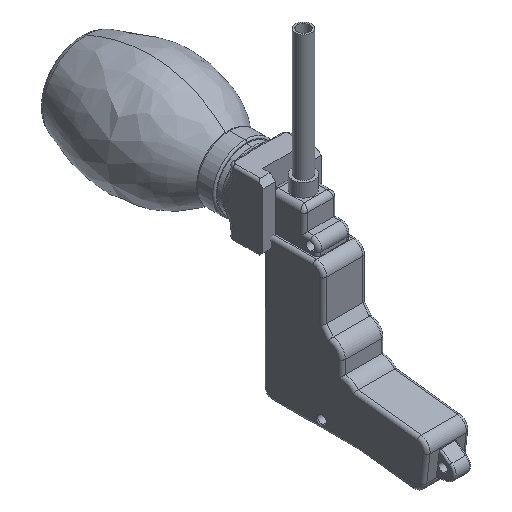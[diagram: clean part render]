
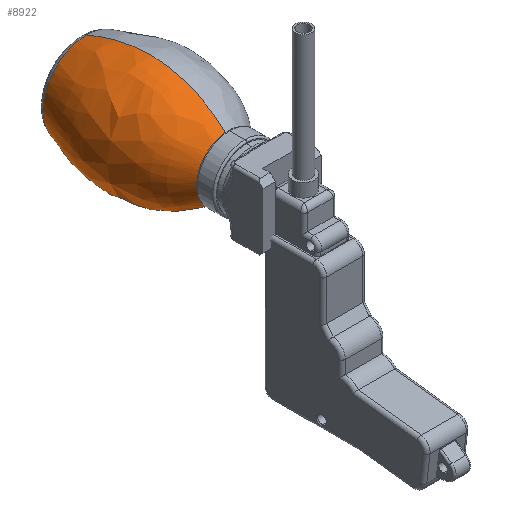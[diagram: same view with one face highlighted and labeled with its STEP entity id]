
A CAD part, isometric view. The second image highlights one B-rep face of the part: STEP entity #8922.
In plain terms, the highlighted free-form (B-spline) face has degree [2, 3] with [3, 4] control points.
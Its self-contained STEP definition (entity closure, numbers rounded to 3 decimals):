
#498 = CARTESIAN_POINT ( 'NONE',  ( 0., 50.5, 43.2 ) ) ;
#555 = CARTESIAN_POINT ( 'NONE',  ( 0., 50.5, 12.4 ) ) ;
#650 = CARTESIAN_POINT ( 'NONE',  ( 0., 50.5, 12.4 ) ) ;
#660 = CARTESIAN_POINT ( 'NONE',  ( 0., 50.5, 27.8 ) ) ;
#1103 = VERTEX_POINT ( 'NONE', #3343 ) ;
#1280 = ORIENTED_EDGE ( 'NONE', *, *, #7130, .T. ) ;
#1320 = CARTESIAN_POINT ( 'NONE',  ( -50.774, 132.642, 2.413 ) ) ;
#1577 = B_SPLINE_CURVE_WITH_KNOTS ( 'NONE', 2,
 ( #650, #3241, #9832 ),
 .UNSPECIFIED., .F., .F.,
 ( 3, 3 ),
 ( 0., 0.954 ),
 .UNSPECIFIED. ) ;
#1915 = EDGE_LOOP ( 'NONE', ( #5485, #1280, #8747, #4826 ) ) ;
#2172 = CARTESIAN_POINT ( 'NONE',  ( 0., 50.5, 43.2 ) ) ;
#2233 = CARTESIAN_POINT ( 'NONE',  ( -93.314, 82.839, 74.457 ) ) ;
#2822 = CARTESIAN_POINT ( 'NONE',  ( -30.8, 50.5, 12.4 ) ) ;
#2876 = CARTESIAN_POINT ( 'NONE',  ( -93.314, 82.839, -18.857 ) ) ;
#2929 = CARTESIAN_POINT ( 'NONE',  ( 0., 82.839, 74.457 ) ) ;
#2934 = CARTESIAN_POINT ( 'NONE',  ( 0., 50.5, 43.2 ) ) ;
#2941 = AXIS2_PLACEMENT_3D ( 'NONE', #660, #8303, #9199 ) ;
#3241 = CARTESIAN_POINT ( 'NONE',  ( 0., 82.839, -18.857 ) ) ;
#3343 = CARTESIAN_POINT ( 'NONE',  ( 0., 132.642, 2.413 ) ) ;
#3749 = CARTESIAN_POINT ( 'NONE',  ( 0., 82.839, -18.857 ) ) ;
#3859 = CARTESIAN_POINT ( 'NONE',  ( -50.774, 132.642, 53.187 ) ) ;
#4543 = CARTESIAN_POINT ( 'NONE',  ( 0., 132.642, 27.8 ) ) ;
#4826 = ORIENTED_EDGE ( 'NONE', *, *, #10188, .F. ) ;
#5248 = DIRECTION ( 'NONE',  ( 0., 0., -1. ) ) ;
#5377 = CARTESIAN_POINT ( 'NONE',  ( 0., 132.642, 53.187 ) ) ;
#5479 = CARTESIAN_POINT ( 'NONE',  ( 0., 132.642, 53.187 ) ) ;
#5485 = ORIENTED_EDGE ( 'NONE', *, *, #5796, .F. ) ;
#5796 = EDGE_CURVE ( 'NONE', #9882, #7271, #8094, .T. ) ;
#6029 = EDGE_CURVE ( 'NONE', #7133, #1103, #9631, .T. ) ;
#6204 = DIRECTION ( 'NONE',  ( 0., -1., 0. ) ) ;
#6329 = CARTESIAN_POINT ( 'NONE',  ( -30.8, 50.5, 43.2 ) ) ;
#7017 = CARTESIAN_POINT ( 'NONE',  ( 0., 132.642, 53.187 ) ) ;
#7130 = EDGE_CURVE ( 'NONE', #9882, #7133, #7936, .T. ) ;
#7133 = VERTEX_POINT ( 'NONE', #5377 ) ;
#7268 = CARTESIAN_POINT ( 'NONE',  ( 0., 50.5, 12.4 ) ) ;
#7271 = VERTEX_POINT ( 'NONE', #7268 ) ;
#7579 = AXIS2_PLACEMENT_3D ( 'NONE', #4543, #6204, #5248 ) ;
#7936 = B_SPLINE_CURVE_WITH_KNOTS ( 'NONE', 2,
 ( #2172, #2929, #5479 ),
 .UNSPECIFIED., .F., .F.,
 ( 3, 3 ),
 ( 0., 0.954 ),
 .UNSPECIFIED. ) ;
#8094 = CIRCLE ( 'NONE', #2941, 15.4 ) ;
#8303 = DIRECTION ( 'NONE',  ( 0., -1., 0. ) ) ;
#8421 = FACE_OUTER_BOUND ( 'NONE', #1915, .T. ) ;
#8747 = ORIENTED_EDGE ( 'NONE', *, *, #6029, .T. ) ;
#8922 = ADVANCED_FACE ( 'NONE', ( #8421 ), #9705, .T. ) ;
#9199 = DIRECTION ( 'NONE',  ( 0., 0., -1. ) ) ;
#9585 = CARTESIAN_POINT ( 'NONE',  ( 0., 82.839, 74.457 ) ) ;
#9631 = CIRCLE ( 'NONE', #7579, 25.387 ) ;
#9705 =( BOUNDED_SURFACE ( )  B_SPLINE_SURFACE ( 2, 3, ( 
 ( #498, #6329, #2822, #555 ),
 ( #9585, #2233, #2876, #3749 ),
 ( #7017, #3859, #1320, #10236 ) ),
 .UNSPECIFIED., .F., .F., .F. ) 
 B_SPLINE_SURFACE_WITH_KNOTS ( ( 3, 3 ),
 ( 4, 4 ),
 ( 0., 0.954 ),
 ( 0., 1. ),
 .UNSPECIFIED. ) 
 GEOMETRIC_REPRESENTATION_ITEM ( )  RATIONAL_B_SPLINE_SURFACE ( (
 ( 1., 0.333, 0.333, 1.),
 ( 1., 0.333, 0.333, 1.),
 ( 1., 0.333, 0.333, 1.) ) ) 
 REPRESENTATION_ITEM ( '' )  SURFACE ( )  );
#9832 = CARTESIAN_POINT ( 'NONE',  ( 0., 132.642, 2.413 ) ) ;
#9882 = VERTEX_POINT ( 'NONE', #2934 ) ;
#10188 = EDGE_CURVE ( 'NONE', #7271, #1103, #1577, .T. ) ;
#10236 = CARTESIAN_POINT ( 'NONE',  ( 0., 132.642, 2.413 ) ) ;
